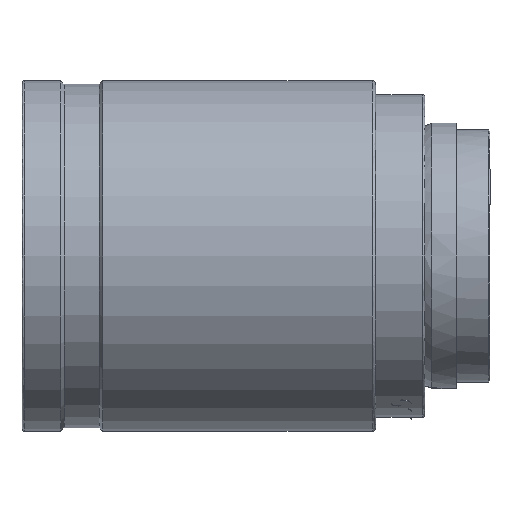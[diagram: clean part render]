
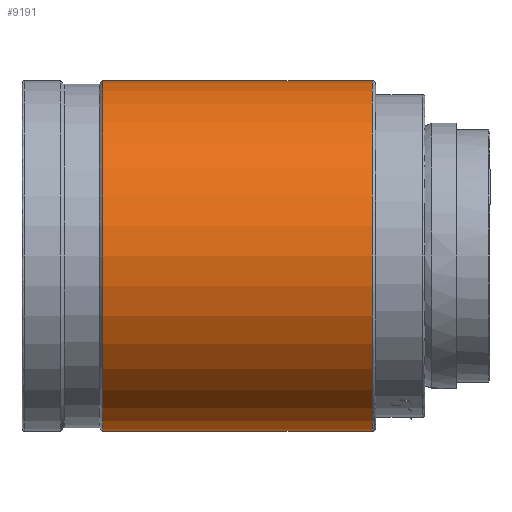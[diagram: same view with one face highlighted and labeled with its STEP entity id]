
A CAD part, front view. The second image highlights one B-rep face of the part: STEP entity #9191.
In plain terms, the highlighted cylindrical face has radius 25 mm (diameter 50 mm), a full revolution.
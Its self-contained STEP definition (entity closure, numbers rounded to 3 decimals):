
#301 = DIRECTION ( 'NONE',  ( 0., 0., -1. ) ) ;
#637 = AXIS2_PLACEMENT_3D ( 'NONE', #5763, #7995, #301 ) ;
#879 = EDGE_CURVE ( 'NONE', #2362, #2362, #1335, .T. ) ;
#1063 = DIRECTION ( 'NONE',  ( 0., 0., -1. ) ) ;
#1335 = CIRCLE ( 'NONE', #1813, 25. ) ;
#1343 = CIRCLE ( 'NONE', #6250, 25. ) ;
#1813 = AXIS2_PLACEMENT_3D ( 'NONE', #5744, #5014, #5890 ) ;
#1996 = CYLINDRICAL_SURFACE ( 'NONE', #637, 25. ) ;
#2217 = EDGE_CURVE ( 'NONE', #7023, #7023, #1343, .T. ) ;
#2362 = VERTEX_POINT ( 'NONE', #2556 ) ;
#2508 = DIRECTION ( 'NONE',  ( 1., 0., 0. ) ) ;
#2556 = CARTESIAN_POINT ( 'NONE',  ( -6.72, 0., -25. ) ) ;
#2738 = FACE_OUTER_BOUND ( 'NONE', #7021, .T. ) ;
#3163 = CARTESIAN_POINT ( 'NONE',  ( -45.136, 0., -25. ) ) ;
#4146 = ORIENTED_EDGE ( 'NONE', *, *, #2217, .T. ) ;
#5014 = DIRECTION ( 'NONE',  ( -1., 0., 0. ) ) ;
#5744 = CARTESIAN_POINT ( 'NONE',  ( -6.72, 0., 0. ) ) ;
#5763 = CARTESIAN_POINT ( 'NONE',  ( 11.929, 0., 0. ) ) ;
#5890 = DIRECTION ( 'NONE',  ( 0., 0., -1. ) ) ;
#6250 = AXIS2_PLACEMENT_3D ( 'NONE', #7165, #2508, #1063 ) ;
#6503 = FACE_OUTER_BOUND ( 'NONE', #7258, .T. ) ;
#6697 = ORIENTED_EDGE ( 'NONE', *, *, #879, .T. ) ;
#7021 = EDGE_LOOP ( 'NONE', ( #4146 ) ) ;
#7023 = VERTEX_POINT ( 'NONE', #3163 ) ;
#7165 = CARTESIAN_POINT ( 'NONE',  ( -45.136, 0., 0. ) ) ;
#7258 = EDGE_LOOP ( 'NONE', ( #6697 ) ) ;
#7995 = DIRECTION ( 'NONE',  ( 1., 0., 0. ) ) ;
#9191 = ADVANCED_FACE ( 'NONE', ( #2738, #6503 ), #1996, .T. ) ;
